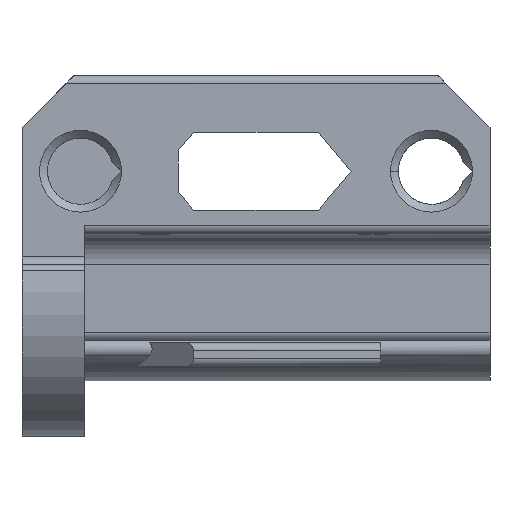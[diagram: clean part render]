
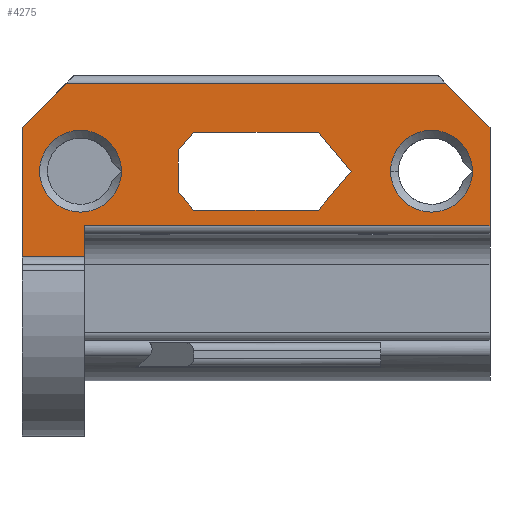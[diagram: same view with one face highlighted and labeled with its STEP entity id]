
A CAD part, left-side view. The second image highlights one B-rep face of the part: STEP entity #4275.
In plain terms, the highlighted planar face has unit normal (-1, 0, 0).
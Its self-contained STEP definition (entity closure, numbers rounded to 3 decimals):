
#89=FACE_BOUND('',#580,.T.);
#90=FACE_BOUND('',#581,.T.);
#91=FACE_BOUND('',#582,.T.);
#132=PLANE('',#4571);
#348=FACE_OUTER_BOUND('',#579,.T.);
#579=EDGE_LOOP('',(#3162,#3163,#3164,#3165,#3166,#3167,#3168,#3169));
#580=EDGE_LOOP('',(#3170,#3171,#3172,#3173,#3174,#3175,#3176,#3177,#3178));
#581=EDGE_LOOP('',(#3179,#3180));
#582=EDGE_LOOP('',(#3181));
#798=CIRCLE('',#4483,5.25);
#839=CIRCLE('',#4572,5.25);
#840=CIRCLE('',#4573,5.25);
#936=LINE('',#6126,#1394);
#940=LINE('',#6165,#1398);
#1049=LINE('',#6467,#1507);
#1050=LINE('',#6471,#1508);
#1053=LINE('',#6477,#1511);
#1054=LINE('',#6478,#1512);
#1055=LINE('',#6480,#1513);
#1056=LINE('',#6481,#1514);
#1057=LINE('',#6484,#1515);
#1058=LINE('',#6486,#1516);
#1059=LINE('',#6488,#1517);
#1060=LINE('',#6490,#1518);
#1061=LINE('',#6492,#1519);
#1062=LINE('',#6494,#1520);
#1063=LINE('',#6496,#1521);
#1064=LINE('',#6498,#1522);
#1065=LINE('',#6499,#1523);
#1394=VECTOR('',#4895,1.);
#1398=VECTOR('',#4935,10.);
#1507=VECTOR('',#5160,10.);
#1508=VECTOR('',#5165,1.);
#1511=VECTOR('',#5170,10.);
#1512=VECTOR('',#5171,1.);
#1513=VECTOR('',#5172,1.);
#1514=VECTOR('',#5173,10.);
#1515=VECTOR('',#5174,1.);
#1516=VECTOR('',#5175,1.);
#1517=VECTOR('',#5176,1.);
#1518=VECTOR('',#5177,1.);
#1519=VECTOR('',#5178,1.);
#1520=VECTOR('',#5179,1.);
#1521=VECTOR('',#5180,1.);
#1522=VECTOR('',#5181,1.);
#1523=VECTOR('',#5182,1.);
#1847=VERTEX_POINT('',#6090);
#1849=VERTEX_POINT('',#6094);
#1861=VERTEX_POINT('',#6123);
#1862=VERTEX_POINT('',#6125);
#1878=VERTEX_POINT('',#6161);
#1998=VERTEX_POINT('',#6464);
#1999=VERTEX_POINT('',#6466);
#2000=VERTEX_POINT('',#6470);
#2002=VERTEX_POINT('',#6476);
#2003=VERTEX_POINT('',#6479);
#2004=VERTEX_POINT('',#6482);
#2005=VERTEX_POINT('',#6483);
#2006=VERTEX_POINT('',#6485);
#2007=VERTEX_POINT('',#6487);
#2008=VERTEX_POINT('',#6489);
#2009=VERTEX_POINT('',#6491);
#2010=VERTEX_POINT('',#6493);
#2011=VERTEX_POINT('',#6495);
#2012=VERTEX_POINT('',#6497);
#2013=VERTEX_POINT('',#6501);
#2281=EDGE_CURVE('',#1847,#1849,#798,.T.);
#2294=EDGE_CURVE('',#1861,#1862,#936,.T.);
#2314=EDGE_CURVE('',#1862,#1878,#940,.T.);
#2458=EDGE_CURVE('',#1998,#1999,#1049,.T.);
#2460=EDGE_CURVE('',#2000,#1999,#1050,.F.);
#2463=EDGE_CURVE('',#2002,#1861,#1053,.T.);
#2464=EDGE_CURVE('',#2002,#2000,#1054,.T.);
#2465=EDGE_CURVE('',#1998,#2003,#1055,.T.);
#2466=EDGE_CURVE('',#1878,#2003,#1056,.T.);
#2467=EDGE_CURVE('',#2004,#2005,#1057,.F.);
#2468=EDGE_CURVE('',#2005,#2006,#1058,.T.);
#2469=EDGE_CURVE('',#2006,#2007,#1059,.T.);
#2470=EDGE_CURVE('',#2007,#2008,#1060,.T.);
#2471=EDGE_CURVE('',#2008,#2009,#1061,.F.);
#2472=EDGE_CURVE('',#2009,#2010,#1062,.F.);
#2473=EDGE_CURVE('',#2010,#2011,#1063,.T.);
#2474=EDGE_CURVE('',#2011,#2012,#1064,.T.);
#2475=EDGE_CURVE('',#2012,#2004,#1065,.F.);
#2476=EDGE_CURVE('',#1849,#1847,#839,.T.);
#2477=EDGE_CURVE('',#2013,#2013,#840,.T.);
#3162=ORIENTED_EDGE('',*,*,#2314,.F.);
#3163=ORIENTED_EDGE('',*,*,#2294,.F.);
#3164=ORIENTED_EDGE('',*,*,#2463,.F.);
#3165=ORIENTED_EDGE('',*,*,#2464,.T.);
#3166=ORIENTED_EDGE('',*,*,#2460,.T.);
#3167=ORIENTED_EDGE('',*,*,#2458,.F.);
#3168=ORIENTED_EDGE('',*,*,#2465,.T.);
#3169=ORIENTED_EDGE('',*,*,#2466,.F.);
#3170=ORIENTED_EDGE('',*,*,#2467,.T.);
#3171=ORIENTED_EDGE('',*,*,#2468,.T.);
#3172=ORIENTED_EDGE('',*,*,#2469,.T.);
#3173=ORIENTED_EDGE('',*,*,#2470,.T.);
#3174=ORIENTED_EDGE('',*,*,#2471,.T.);
#3175=ORIENTED_EDGE('',*,*,#2472,.T.);
#3176=ORIENTED_EDGE('',*,*,#2473,.T.);
#3177=ORIENTED_EDGE('',*,*,#2474,.T.);
#3178=ORIENTED_EDGE('',*,*,#2475,.T.);
#3179=ORIENTED_EDGE('',*,*,#2476,.T.);
#3180=ORIENTED_EDGE('',*,*,#2281,.T.);
#3181=ORIENTED_EDGE('',*,*,#2477,.T.);
#4275=ADVANCED_FACE('',(#348,#89,#90,#91),#132,.F.);
#4483=AXIS2_PLACEMENT_3D('',#6098,#4870,#4871);
#4571=AXIS2_PLACEMENT_3D('',#6475,#5168,#5169);
#4572=AXIS2_PLACEMENT_3D('',#6500,#5183,#5184);
#4573=AXIS2_PLACEMENT_3D('',#6502,#5185,#5186);
#4870=DIRECTION('center_axis',(1.,0.,0.));
#4871=DIRECTION('ref_axis',(0.,-1.,0.));
#4895=DIRECTION('',(0.,0.,-1.));
#4935=DIRECTION('',(0.,1.,0.));
#5160=DIRECTION('',(0.,-1.,0.));
#5165=DIRECTION('',(0.,-0.707,-0.707));
#5168=DIRECTION('center_axis',(1.,0.,0.));
#5169=DIRECTION('ref_axis',(0.,0.,1.));
#5170=DIRECTION('',(0.,1.,0.));
#5171=DIRECTION('',(0.,0.,1.));
#5172=DIRECTION('',(0.,0.707,-0.707));
#5173=DIRECTION('',(0.,0.,1.));
#5174=DIRECTION('',(0.,-0.643,-0.766));
#5175=DIRECTION('',(0.,0.,1.));
#5176=DIRECTION('',(0.,-0.643,0.766));
#5177=DIRECTION('',(0.,-1.,0.));
#5178=DIRECTION('',(0.,1.,0.));
#5179=DIRECTION('',(0.,0.643,0.766));
#5180=DIRECTION('',(0.,0.643,-0.766));
#5181=DIRECTION('',(0.,1.,0.));
#5182=DIRECTION('',(0.,-1.,0.));
#5183=DIRECTION('center_axis',(1.,0.,0.));
#5184=DIRECTION('ref_axis',(0.,-1.,0.));
#5185=DIRECTION('center_axis',(1.,0.,0.));
#5186=DIRECTION('ref_axis',(0.,-1.,0.));
#6090=CARTESIAN_POINT('',(-35.5,-17.25,17.));
#6094=CARTESIAN_POINT('',(-35.5,-27.75,17.));
#6098=CARTESIAN_POINT('Origin',(-35.5,-22.5,17.));
#6123=CARTESIAN_POINT('',(-35.5,22.,10.));
#6125=CARTESIAN_POINT('',(-35.5,22.,6.));
#6126=CARTESIAN_POINT('',(-35.5,22.,4.5));
#6161=CARTESIAN_POINT('',(-35.5,30.,6.));
#6165=CARTESIAN_POINT('',(-35.5,15.,6.));
#6464=CARTESIAN_POINT('',(-35.5,24.331,28.25));
#6466=CARTESIAN_POINT('',(-35.5,-24.331,28.25));
#6467=CARTESIAN_POINT('',(-35.5,-11.666,28.25));
#6470=CARTESIAN_POINT('',(-35.5,-30.,22.581));
#6471=CARTESIAN_POINT('',(-35.5,-26.666,25.916));
#6475=CARTESIAN_POINT('Origin',(-35.5,0.,0.));
#6476=CARTESIAN_POINT('',(-35.5,-30.,10.));
#6477=CARTESIAN_POINT('',(-35.5,15.,10.));
#6478=CARTESIAN_POINT('',(-35.5,-30.,15.791));
#6479=CARTESIAN_POINT('',(-35.5,30.,22.581));
#6480=CARTESIAN_POINT('',(-35.5,26.416,26.166));
#6481=CARTESIAN_POINT('',(-35.5,30.,0.));
#6482=CARTESIAN_POINT('',(-35.5,8.,12.));
#6483=CARTESIAN_POINT('',(-35.5,10.,14.384));
#6484=CARTESIAN_POINT('',(-35.5,9.,13.192));
#6485=CARTESIAN_POINT('',(-35.5,10.,19.616));
#6486=CARTESIAN_POINT('',(-35.5,10.,17.));
#6487=CARTESIAN_POINT('',(-35.5,8.,22.));
#6488=CARTESIAN_POINT('',(-35.5,9.,20.808));
#6489=CARTESIAN_POINT('',(-35.5,0.,22.));
#6490=CARTESIAN_POINT('',(-35.5,4.,22.));
#6491=CARTESIAN_POINT('',(-35.5,-8.,22.));
#6492=CARTESIAN_POINT('',(-35.5,-4.,22.));
#6493=CARTESIAN_POINT('',(-35.5,-12.195,17.));
#6494=CARTESIAN_POINT('',(-35.5,-10.098,19.5));
#6495=CARTESIAN_POINT('',(-35.5,-8.,12.));
#6496=CARTESIAN_POINT('',(-35.5,-10.098,14.5));
#6497=CARTESIAN_POINT('',(-35.5,0.,12.));
#6498=CARTESIAN_POINT('',(-35.5,-4.,12.));
#6499=CARTESIAN_POINT('',(-35.5,4.,12.));
#6500=CARTESIAN_POINT('Origin',(-35.5,-22.5,17.));
#6501=CARTESIAN_POINT('',(-35.5,17.25,17.));
#6502=CARTESIAN_POINT('Origin',(-35.5,22.5,17.));
